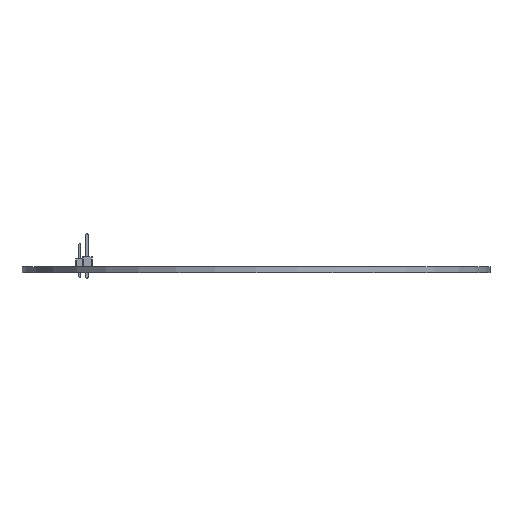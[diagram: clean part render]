
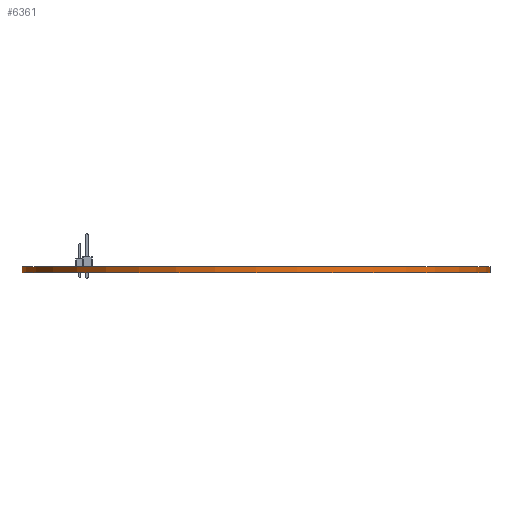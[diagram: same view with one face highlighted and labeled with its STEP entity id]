
A CAD part, front view. The second image highlights one B-rep face of the part: STEP entity #6361.
In plain terms, the highlighted cylindrical face has radius 61 mm (diameter 122 mm), a full revolution.
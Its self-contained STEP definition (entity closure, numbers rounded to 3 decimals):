
#6361 = ADVANCED_FACE('',(#6362),#6389,.T.);
#6362 = FACE_BOUND('',#6363,.F.);
#6363 = EDGE_LOOP('',(#6364,#6374,#6381,#6382));
#6364 = ORIENTED_EDGE('',*,*,#6365,.T.);
#6365 = EDGE_CURVE('',#6366,#6368,#6370,.T.);
#6366 = VERTEX_POINT('',#6367);
#6367 = CARTESIAN_POINT('',(179.,-98.,0.));
#6368 = VERTEX_POINT('',#6369);
#6369 = CARTESIAN_POINT('',(179.,-98.,1.6));
#6370 = LINE('',#6371,#6372);
#6371 = CARTESIAN_POINT('',(179.,-98.,0.));
#6372 = VECTOR('',#6373,1.);
#6373 = DIRECTION('',(0.,0.,1.));
#6374 = ORIENTED_EDGE('',*,*,#6375,.T.);
#6375 = EDGE_CURVE('',#6368,#6368,#6376,.T.);
#6376 = CIRCLE('',#6377,61.);
#6377 = AXIS2_PLACEMENT_3D('',#6378,#6379,#6380);
#6378 = CARTESIAN_POINT('',(118.,-98.,1.6));
#6379 = DIRECTION('',(0.,0.,1.));
#6380 = DIRECTION('',(1.,0.,-0.));
#6381 = ORIENTED_EDGE('',*,*,#6365,.F.);
#6382 = ORIENTED_EDGE('',*,*,#6383,.F.);
#6383 = EDGE_CURVE('',#6366,#6366,#6384,.T.);
#6384 = CIRCLE('',#6385,61.);
#6385 = AXIS2_PLACEMENT_3D('',#6386,#6387,#6388);
#6386 = CARTESIAN_POINT('',(118.,-98.,0.));
#6387 = DIRECTION('',(0.,0.,1.));
#6388 = DIRECTION('',(1.,0.,-0.));
#6389 = CYLINDRICAL_SURFACE('',#6390,61.);
#6390 = AXIS2_PLACEMENT_3D('',#6391,#6392,#6393);
#6391 = CARTESIAN_POINT('',(118.,-98.,0.));
#6392 = DIRECTION('',(-0.,-0.,-1.));
#6393 = DIRECTION('',(1.,0.,-0.));
